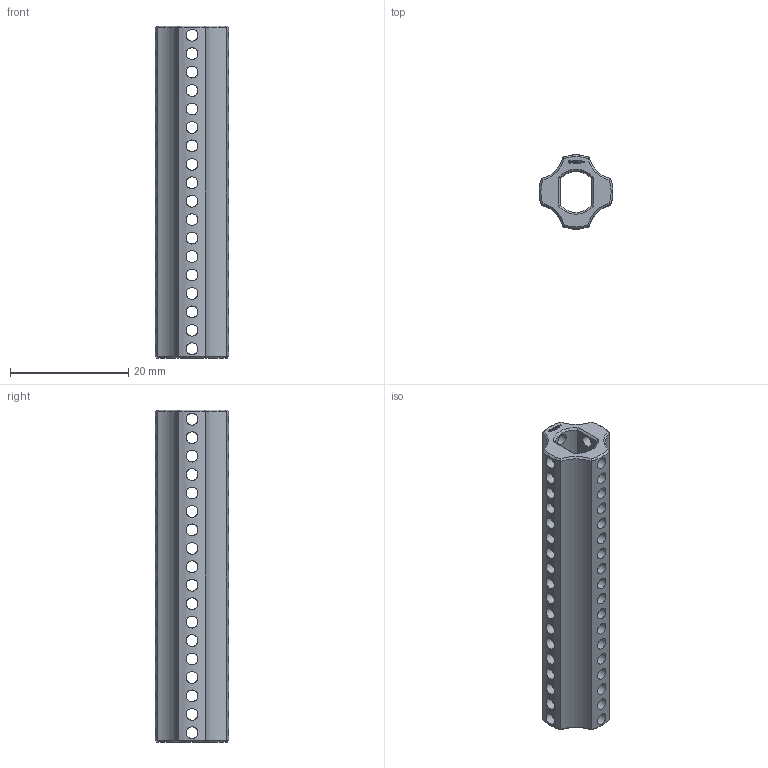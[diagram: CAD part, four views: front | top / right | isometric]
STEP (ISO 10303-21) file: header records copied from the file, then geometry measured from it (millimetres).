
FILE_DESCRIPTION(('FreeCAD Model'),'2;1');
FILE_NAME('Open CASCADE Shape Model','2024-06-16T00:04:40',(''),(''), 'Open CASCADE STEP processor 7.6','FreeCAD','Unknown');
FILE_SCHEMA(('AUTOMOTIVE_DESIGN { 1 0 10303 214 1 1 1 1 }'));
Length unit declared in the file: millimetre
Products named in the file (1): Power-Transmission Hub PLN IDX FXD BU04.50 - SPN-PTH-0018 
(stemfie.org)
Bounding box: 12.5 x 12.5 x 56.25 mm (x, y, z)
Volume: 3354 mm3; surface area: 4530.6 mm2
Topology: 1 solids, 1 shells, 569 faces, 1614 edges, 1080 vertices
Faces by surface type: plane 317, extrusion 150, cylinder 82, cone 20
Full cylindrical faces by diameter (mm): 2 x72
Entity records: 23772 total; most frequent: CARTESIAN_POINT 9426, ORIENTED_EDGE 3228, DIRECTION 2260, EDGE_CURVE 1614, VECTOR 1220, VERTEX_POINT 1080, LINE 1070, FACE_BOUND 748
